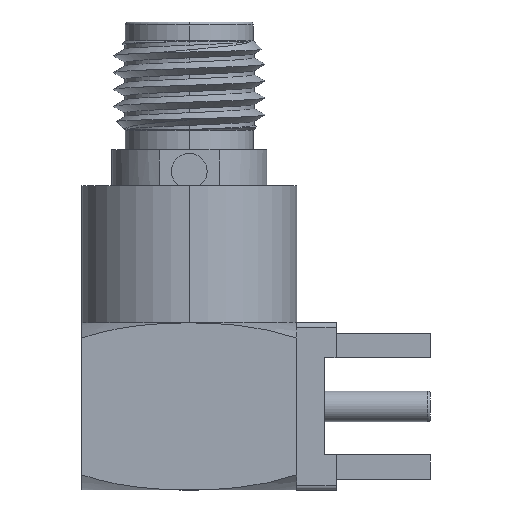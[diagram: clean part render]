
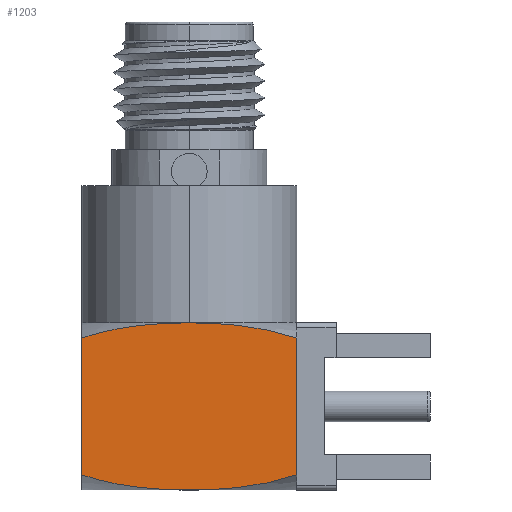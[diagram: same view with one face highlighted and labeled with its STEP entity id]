
A CAD part, left-side view. The second image highlights one B-rep face of the part: STEP entity #1203.
In plain terms, the highlighted planar face has unit normal (-1, 0, 0).
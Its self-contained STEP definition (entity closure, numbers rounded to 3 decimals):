
#101 = AXIS2_PLACEMENT_3D ( 'NONE', #4489, #4194, #4261 ) ;
#133 = CARTESIAN_POINT ( 'NONE',  ( -4.5, -4.5, -7.888 ) ) ;
#275 = CARTESIAN_POINT ( 'NONE',  ( -4.5, -2.641, -7.43 ) ) ;
#300 = CARTESIAN_POINT ( 'NONE',  ( -4.5, 3.769, -13.84 ) ) ;
#403 = VECTOR ( 'NONE', #4595, 1000. ) ;
#618 = CARTESIAN_POINT ( 'NONE',  ( -4.5, 0., -14.25 ) ) ;
#663 = EDGE_CURVE ( 'NONE', #4975, #4825, #1725, .T. ) ;
#687 = CARTESIAN_POINT ( 'NONE',  ( -4.5, 2.644, -14.07 ) ) ;
#704 = CARTESIAN_POINT ( 'NONE',  ( -4.5, 4.5, -7.888 ) ) ;
#820 = CARTESIAN_POINT ( 'NONE',  ( -4.5, -2.641, -14.07 ) ) ;
#1076 = CARTESIAN_POINT ( 'NONE',  ( -4.5, 0.755, -14.25 ) ) ;
#1093 = CARTESIAN_POINT ( 'NONE',  ( -4.5, -4.5, -13.612 ) ) ;
#1120 = CARTESIAN_POINT ( 'NONE',  ( -4.5, 0., -7.25 ) ) ;
#1198 = CARTESIAN_POINT ( 'NONE',  ( -4.5, -3.768, -13.84 ) ) ;
#1203 = ADVANCED_FACE ( 'NONE', ( #4890 ), #4448, .T. ) ;
#1272 = VERTEX_POINT ( 'NONE', #3779 ) ;
#1293 = EDGE_CURVE ( 'NONE', #2609, #4825, #3321, .T. ) ;
#1295 = LINE ( 'NONE', #2854, #3221 ) ;
#1424 = CARTESIAN_POINT ( 'NONE',  ( -4.5, 4.5, -13.612 ) ) ;
#1459 = CARTESIAN_POINT ( 'NONE',  ( -4.5, 3.023, -7.494 ) ) ;
#1569 = CARTESIAN_POINT ( 'NONE',  ( -4.5, -4.5, -13.612 ) ) ;
#1725 = B_SPLINE_CURVE_WITH_KNOTS ( 'NONE', 3,
 ( #2752, #2661, #1928, #275, #2283, #2585, #4844, #133 ),
 .UNSPECIFIED., .F., .F.,
 ( 4, 2, 2, 4 ),
 ( 0.005, 0.007, 0.008, 0.009 ),
 .UNSPECIFIED. ) ;
#1761 = VERTEX_POINT ( 'NONE', #618 ) ;
#1794 = CARTESIAN_POINT ( 'NONE',  ( -4.5, 4.138, -13.737 ) ) ;
#1853 = CARTESIAN_POINT ( 'NONE',  ( -4.5, 1.51, -7.287 ) ) ;
#1928 = CARTESIAN_POINT ( 'NONE',  ( -4.5, -1.51, -7.287 ) ) ;
#1944 = CARTESIAN_POINT ( 'NONE',  ( -4.5, 0., -14.25 ) ) ;
#2051 = ORIENTED_EDGE ( 'NONE', *, *, #4154, .T. ) ;
#2135 = EDGE_LOOP ( 'NONE', ( #3251, #4273, #2051, #4942, #2816, #3440 ) ) ;
#2156 = B_SPLINE_CURVE_WITH_KNOTS ( 'NONE', 3,
 ( #704, #3378, #3794, #1459, #4173, #1853, #4601, #2231 ),
 .UNSPECIFIED., .F., .F.,
 ( 4, 2, 2, 4 ),
 ( 0., 0.001, 0.002, 0.005 ),
 .UNSPECIFIED. ) ;
#2231 = CARTESIAN_POINT ( 'NONE',  ( -4.5, 0., -7.25 ) ) ;
#2283 = CARTESIAN_POINT ( 'NONE',  ( -4.5, -3.02, -7.493 ) ) ;
#2310 = CARTESIAN_POINT ( 'NONE',  ( -4.5, -0.755, -14.25 ) ) ;
#2365 = CARTESIAN_POINT ( 'NONE',  ( -4.5, 4.5, -13.612 ) ) ;
#2585 = CARTESIAN_POINT ( 'NONE',  ( -4.5, -3.768, -7.66 ) ) ;
#2609 = VERTEX_POINT ( 'NONE', #1093 ) ;
#2661 = CARTESIAN_POINT ( 'NONE',  ( -4.5, -0.755, -7.25 ) ) ;
#2752 = CARTESIAN_POINT ( 'NONE',  ( -4.5, 0., -7.25 ) ) ;
#2816 = ORIENTED_EDGE ( 'NONE', *, *, #1293, .T. ) ;
#2854 = CARTESIAN_POINT ( 'NONE',  ( -4.5, 4.5, -14.25 ) ) ;
#2906 = B_SPLINE_CURVE_WITH_KNOTS ( 'NONE', 3,
 ( #1424, #1794, #300, #2988, #687, #3361, #1076, #3777 ),
 .UNSPECIFIED., .F., .F.,
 ( 4, 2, 2, 4 ),
 ( 0., 0.001, 0.002, 0.005 ),
 .UNSPECIFIED. ) ;
#2988 = CARTESIAN_POINT ( 'NONE',  ( -4.5, 3.023, -14.006 ) ) ;
#3120 = CARTESIAN_POINT ( 'NONE',  ( -4.5, -1.51, -14.213 ) ) ;
#3166 = CARTESIAN_POINT ( 'NONE',  ( -4.5, -4.5, -14.25 ) ) ;
#3221 = VECTOR ( 'NONE', #4436, 1000. ) ;
#3251 = ORIENTED_EDGE ( 'NONE', *, *, #4189, .F. ) ;
#3321 = LINE ( 'NONE', #3166, #403 ) ;
#3361 = CARTESIAN_POINT ( 'NONE',  ( -4.5, 1.51, -14.213 ) ) ;
#3378 = CARTESIAN_POINT ( 'NONE',  ( -4.5, 4.138, -7.763 ) ) ;
#3440 = ORIENTED_EDGE ( 'NONE', *, *, #663, .F. ) ;
#3491 = CARTESIAN_POINT ( 'NONE',  ( -4.5, -3.02, -14.007 ) ) ;
#3777 = CARTESIAN_POINT ( 'NONE',  ( -4.5, 0., -14.25 ) ) ;
#3779 = CARTESIAN_POINT ( 'NONE',  ( -4.5, 4.5, -7.888 ) ) ;
#3794 = CARTESIAN_POINT ( 'NONE',  ( -4.5, 3.769, -7.66 ) ) ;
#3806 = EDGE_CURVE ( 'NONE', #1761, #2609, #4895, .T. ) ;
#3851 = VERTEX_POINT ( 'NONE', #2365 ) ;
#3892 = CARTESIAN_POINT ( 'NONE',  ( -4.5, -4.137, -13.737 ) ) ;
#3968 = EDGE_CURVE ( 'NONE', #3851, #1272, #1295, .T. ) ;
#4154 = EDGE_CURVE ( 'NONE', #3851, #1761, #2906, .T. ) ;
#4173 = CARTESIAN_POINT ( 'NONE',  ( -4.5, 2.644, -7.43 ) ) ;
#4189 = EDGE_CURVE ( 'NONE', #1272, #4975, #2156, .T. ) ;
#4194 = DIRECTION ( 'NONE',  ( -1., 0., 0. ) ) ;
#4261 = DIRECTION ( 'NONE',  ( 0., 0., 1. ) ) ;
#4273 = ORIENTED_EDGE ( 'NONE', *, *, #3968, .F. ) ;
#4436 = DIRECTION ( 'NONE',  ( 0., 0., 1. ) ) ;
#4448 = PLANE ( 'NONE',  #101 ) ;
#4489 = CARTESIAN_POINT ( 'NONE',  ( -4.5, -4.5, -14.25 ) ) ;
#4518 = CARTESIAN_POINT ( 'NONE',  ( -4.5, -4.5, -7.888 ) ) ;
#4595 = DIRECTION ( 'NONE',  ( 0., 0., 1. ) ) ;
#4601 = CARTESIAN_POINT ( 'NONE',  ( -4.5, 0.755, -7.25 ) ) ;
#4825 = VERTEX_POINT ( 'NONE', #4518 ) ;
#4844 = CARTESIAN_POINT ( 'NONE',  ( -4.5, -4.137, -7.763 ) ) ;
#4890 = FACE_OUTER_BOUND ( 'NONE', #2135, .T. ) ;
#4895 = B_SPLINE_CURVE_WITH_KNOTS ( 'NONE', 3,
 ( #1944, #2310, #3120, #820, #3491, #1198, #3892, #1569 ),
 .UNSPECIFIED., .F., .F.,
 ( 4, 2, 2, 4 ),
 ( 0.005, 0.007, 0.008, 0.009 ),
 .UNSPECIFIED. ) ;
#4942 = ORIENTED_EDGE ( 'NONE', *, *, #3806, .T. ) ;
#4975 = VERTEX_POINT ( 'NONE', #1120 ) ;
